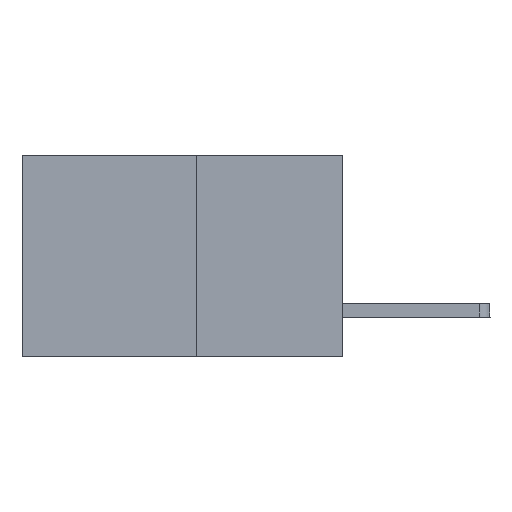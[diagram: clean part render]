
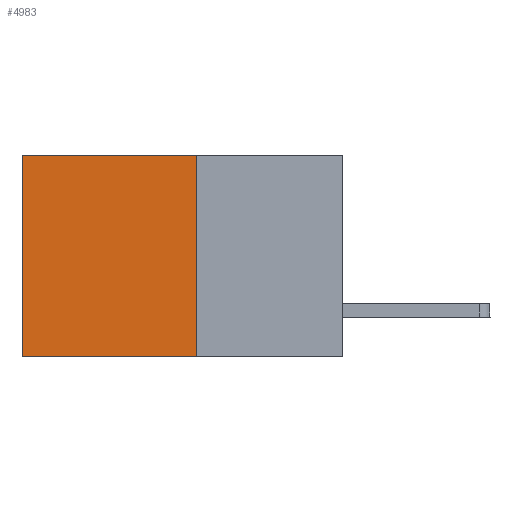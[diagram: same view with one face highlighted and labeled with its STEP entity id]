
A CAD part, left-side view. The second image highlights one B-rep face of the part: STEP entity #4983.
In plain terms, the highlighted planar face has unit normal (-1, 0, 0).
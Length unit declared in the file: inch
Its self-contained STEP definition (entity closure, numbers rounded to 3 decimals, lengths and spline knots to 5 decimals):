
#72 = DIRECTION ( 'NONE',  ( 1., 0., 0. ) ) ;
#437 = ORIENTED_EDGE ( 'NONE', *, *, #2929, .F. ) ;
#909 = LINE ( 'NONE', #4871, #8411 ) ;
#1838 = AXIS2_PLACEMENT_3D ( 'NONE', #3145, #72, #3085 ) ;
#2255 = FACE_OUTER_BOUND ( 'NONE', #9330, .T. ) ;
#2572 = VERTEX_POINT ( 'NONE', #6146 ) ;
#2671 = VECTOR ( 'NONE', #6542, 39.37008 ) ;
#2929 = EDGE_CURVE ( 'NONE', #2572, #8603, #4449, .T. ) ;
#2945 = PLANE ( 'NONE',  #1838 ) ;
#3085 = DIRECTION ( 'NONE',  ( 0., 0., -1. ) ) ;
#3145 = CARTESIAN_POINT ( 'NONE',  ( 0.277, 0.27, -0.37 ) ) ;
#3347 = VECTOR ( 'NONE', #7345, 39.37008 ) ;
#3382 = DIRECTION ( 'NONE',  ( 0., 1., 0. ) ) ;
#3522 = EDGE_CURVE ( 'NONE', #8603, #3837, #909, .T. ) ;
#3635 = EDGE_CURVE ( 'NONE', #8522, #3837, #4921, .T. ) ;
#3699 = DIRECTION ( 'NONE',  ( 0., 0., -1. ) ) ;
#3837 = VERTEX_POINT ( 'NONE', #3852 ) ;
#3852 = CARTESIAN_POINT ( 'NONE',  ( 0.277, 0.59, -0.37 ) ) ;
#4449 = LINE ( 'NONE', #4491, #5548 ) ;
#4491 = CARTESIAN_POINT ( 'NONE',  ( 0.277, 0.27, -0.37 ) ) ;
#4529 = ORIENTED_EDGE ( 'NONE', *, *, #9244, .T. ) ;
#4871 = CARTESIAN_POINT ( 'NONE',  ( 0.277, 0.27, -0.37 ) ) ;
#4921 = LINE ( 'NONE', #7994, #3347 ) ;
#4983 = ADVANCED_FACE ( 'NONE', ( #2255 ), #2945, .F. ) ;
#5359 = CARTESIAN_POINT ( 'NONE',  ( 0.277, 0.27, -0.37 ) ) ;
#5548 = VECTOR ( 'NONE', #3699, 39.37008 ) ;
#6054 = CARTESIAN_POINT ( 'NONE',  ( 0.277, 0.59, 0. ) ) ;
#6146 = CARTESIAN_POINT ( 'NONE',  ( 0.277, 0.27, 0. ) ) ;
#6542 = DIRECTION ( 'NONE',  ( 0., 1., 0. ) ) ;
#6865 = ORIENTED_EDGE ( 'NONE', *, *, #3522, .F. ) ;
#7345 = DIRECTION ( 'NONE',  ( 0., 0., -1. ) ) ;
#7375 = CARTESIAN_POINT ( 'NONE',  ( 0.277, 0.27, 0. ) ) ;
#7994 = CARTESIAN_POINT ( 'NONE',  ( 0.277, 0.59, -0.37 ) ) ;
#8411 = VECTOR ( 'NONE', #3382, 39.37008 ) ;
#8522 = VERTEX_POINT ( 'NONE', #6054 ) ;
#8603 = VERTEX_POINT ( 'NONE', #5359 ) ;
#8961 = ORIENTED_EDGE ( 'NONE', *, *, #3635, .T. ) ;
#9244 = EDGE_CURVE ( 'NONE', #2572, #8522, #9615, .T. ) ;
#9330 = EDGE_LOOP ( 'NONE', ( #8961, #6865, #437, #4529 ) ) ;
#9615 = LINE ( 'NONE', #7375, #2671 ) ;
